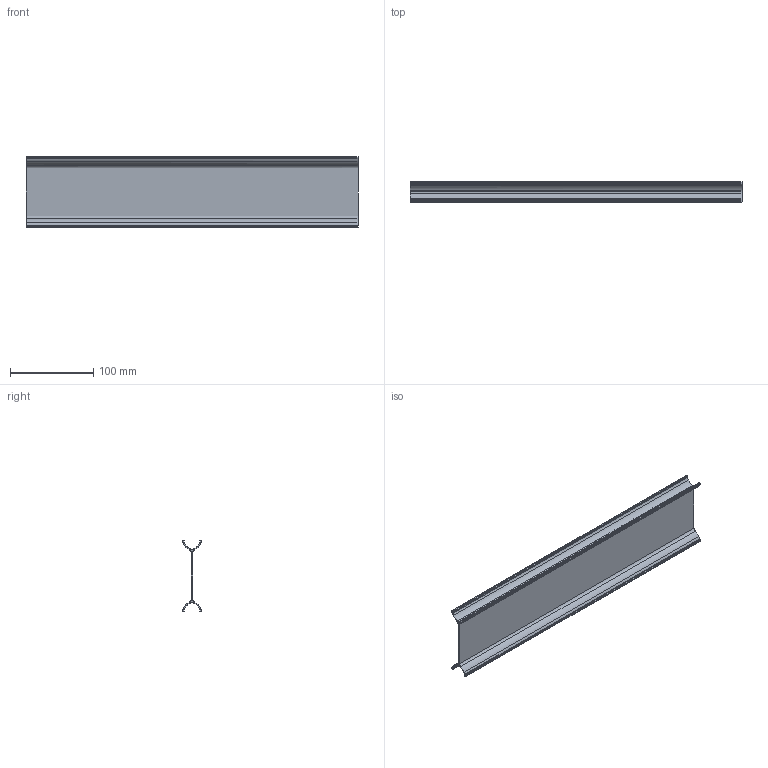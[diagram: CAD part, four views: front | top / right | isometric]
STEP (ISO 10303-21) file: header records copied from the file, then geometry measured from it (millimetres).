
FILE_DESCRIPTION(('STEP AP214'),'1');
FILE_NAME('tzsteg.STP','2023-03-28T10:26:39',(' '),(' '),'Spatial InterOp 3D',' ',' ');
FILE_SCHEMA(('AUTOMOTIVE_DESIGN { 1 0 10303 214 1 1 1 1 }'));
Length unit declared in the file: millimetre
Products named in the file (1): 1648641449
Bounding box: 400 x 24 x 85.4 mm (x, y, z)
Surface area: 104731.5 mm2 (no closed solid volume)
Topology: 0 solids, 1 shells, 78 faces, 228 edges, 152 vertices
Faces by surface type: extrusion 38, plane 28, cylinder 12
Entity records: 2987 total; most frequent: CARTESIAN_POINT 1123, ORIENTED_EDGE 456, DIRECTION 278, EDGE_CURVE 228, VERTEX_POINT 152, VECTOR 148, LINE 110, FACE_SURFACE 78
